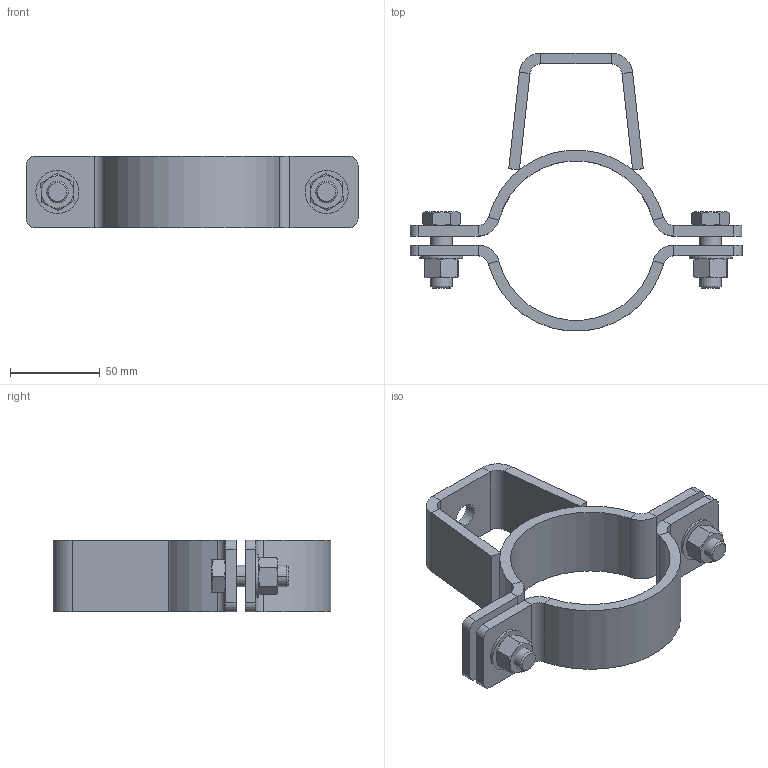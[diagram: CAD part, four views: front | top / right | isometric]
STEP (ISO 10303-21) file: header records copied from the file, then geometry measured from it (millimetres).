
FILE_DESCRIPTION (( 'STEP AP203' ), '1' );
FILE_NAME ('4229-40-20_REV_.step', '2026-01-09T02:45:26', ( '' ), ( '' ), 'SwSTEP 2.0', 'SolidWorks 2025', '' );
FILE_SCHEMA (( 'CONFIG_CONTROL_DESIGN' ));
Length unit declared in the file: millimetre
Products named in the file (7): M12-FW_M12 FW 304; 4229-20-20; M12 Hex Nut_M12 N 304; M12 304 SS_M12x1.75 x 35 BOLT 304; 4229-40-10; 4229-40-20_REV_; 4229-40-10-10
Assembly tree (10 placements, depth 3):
  4229-40-20_REV_
    4229-40-10
      4229-40-10-10
      4229-20-20
    4229-20-20
    M12-FW_M12 FW 304  x2
    M12 304 SS_M12x1.75 x 35 BOLT 304  x2
    M12 Hex Nut_M12 N 304  x2
Bounding box: 185 x 154.81 x 40 mm (x, y, z)
Volume: 161625.6 mm3; surface area: 67225.1 mm2
Topology: 9 solids, 9 shells, 200 faces, 430 edges, 252 vertices
Faces by surface type: plane 90, cone 56, cylinder 54
Entity records: 4041 total; most frequent: CARTESIAN_POINT 778, DIRECTION 532, ORIENTED_EDGE 480, EDGE_CURVE 240, AXIS2_PLACEMENT_3D 214, VERTEX_POINT 140, EDGE_LOOP 124, ADVANCED_FACE 112
